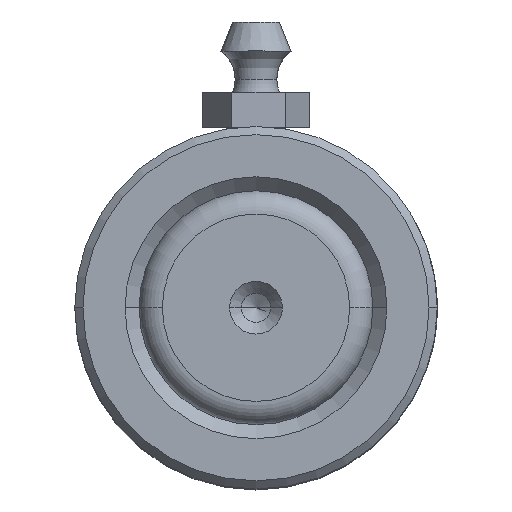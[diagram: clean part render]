
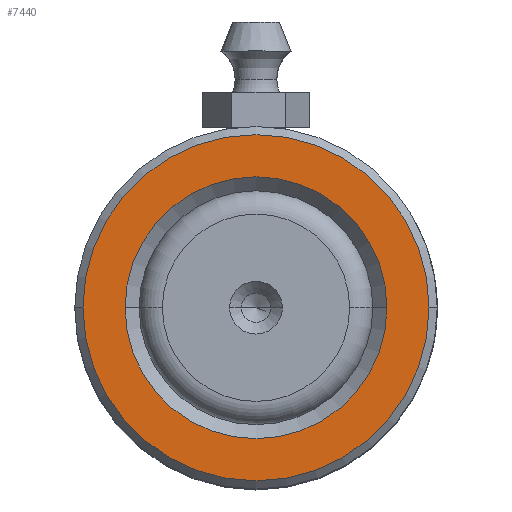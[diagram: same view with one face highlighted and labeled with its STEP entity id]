
A CAD part, top view. The second image highlights one B-rep face of the part: STEP entity #7440.
In plain terms, the highlighted planar face has unit normal (0, 0, 1).
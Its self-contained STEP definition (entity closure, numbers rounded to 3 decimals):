
#76 = DIRECTION ( 'NONE',  ( 1., 0., 0. ) ) ;
#302 = AXIS2_PLACEMENT_3D ( 'NONE', #6251, #8250, #3770 ) ;
#353 = VERTEX_POINT ( 'NONE', #1066 ) ;
#755 = DIRECTION ( 'NONE',  ( 1., 0., 0. ) ) ;
#938 = EDGE_CURVE ( 'NONE', #2082, #3192, #7655, .T. ) ;
#1066 = CARTESIAN_POINT ( 'NONE',  ( 11.2, 0., 50. ) ) ;
#1131 = EDGE_LOOP ( 'NONE', ( #5749, #5804 ) ) ;
#1249 = AXIS2_PLACEMENT_3D ( 'NONE', #7889, #5239, #755 ) ;
#1456 = DIRECTION ( 'NONE',  ( 0., 0., 1. ) ) ;
#1747 = CARTESIAN_POINT ( 'NONE',  ( -11.2, 0., 50. ) ) ;
#1861 = AXIS2_PLACEMENT_3D ( 'NONE', #3198, #7764, #76 ) ;
#1982 = EDGE_LOOP ( 'NONE', ( #8280, #4521 ) ) ;
#2082 = VERTEX_POINT ( 'NONE', #4535 ) ;
#2150 = FACE_OUTER_BOUND ( 'NONE', #1131, .T. ) ;
#2575 = CIRCLE ( 'NONE', #302, 11.2 ) ;
#2592 = DIRECTION ( 'NONE',  ( 1., 0., 0. ) ) ;
#2629 = FACE_BOUND ( 'NONE', #1982, .T. ) ;
#2643 = EDGE_CURVE ( 'NONE', #353, #4248, #2575, .T. ) ;
#2695 = CARTESIAN_POINT ( 'NONE',  ( -14.8, 0., 50. ) ) ;
#2911 = CIRCLE ( 'NONE', #7568, 14.8 ) ;
#3159 = EDGE_CURVE ( 'NONE', #4248, #353, #6330, .T. ) ;
#3192 = VERTEX_POINT ( 'NONE', #2695 ) ;
#3198 = CARTESIAN_POINT ( 'NONE',  ( 0., 0., 50. ) ) ;
#3770 = DIRECTION ( 'NONE',  ( 1., 0., 0. ) ) ;
#3923 = DIRECTION ( 'NONE',  ( 0., 0., 1. ) ) ;
#3980 = AXIS2_PLACEMENT_3D ( 'NONE', #4012, #1456, #5253 ) ;
#4012 = CARTESIAN_POINT ( 'NONE',  ( 0., 0., 50. ) ) ;
#4248 = VERTEX_POINT ( 'NONE', #1747 ) ;
#4521 = ORIENTED_EDGE ( 'NONE', *, *, #3159, .T. ) ;
#4535 = CARTESIAN_POINT ( 'NONE',  ( 14.8, 0., 50. ) ) ;
#5175 = PLANE ( 'NONE',  #1861 ) ;
#5239 = DIRECTION ( 'NONE',  ( 0., 0., -1. ) ) ;
#5253 = DIRECTION ( 'NONE',  ( 1., 0., 0. ) ) ;
#5749 = ORIENTED_EDGE ( 'NONE', *, *, #8266, .T. ) ;
#5804 = ORIENTED_EDGE ( 'NONE', *, *, #938, .T. ) ;
#6251 = CARTESIAN_POINT ( 'NONE',  ( 0., 0., 50. ) ) ;
#6330 = CIRCLE ( 'NONE', #1249, 11.2 ) ;
#7440 = ADVANCED_FACE ( 'NONE', ( #2150, #2629 ), #5175, .T. ) ;
#7568 = AXIS2_PLACEMENT_3D ( 'NONE', #7756, #3923, #2592 ) ;
#7655 = CIRCLE ( 'NONE', #3980, 14.8 ) ;
#7756 = CARTESIAN_POINT ( 'NONE',  ( 0., 0., 50. ) ) ;
#7764 = DIRECTION ( 'NONE',  ( 0., 0., 1. ) ) ;
#7889 = CARTESIAN_POINT ( 'NONE',  ( 0., 0., 50. ) ) ;
#8250 = DIRECTION ( 'NONE',  ( 0., 0., -1. ) ) ;
#8266 = EDGE_CURVE ( 'NONE', #3192, #2082, #2911, .T. ) ;
#8280 = ORIENTED_EDGE ( 'NONE', *, *, #2643, .T. ) ;
